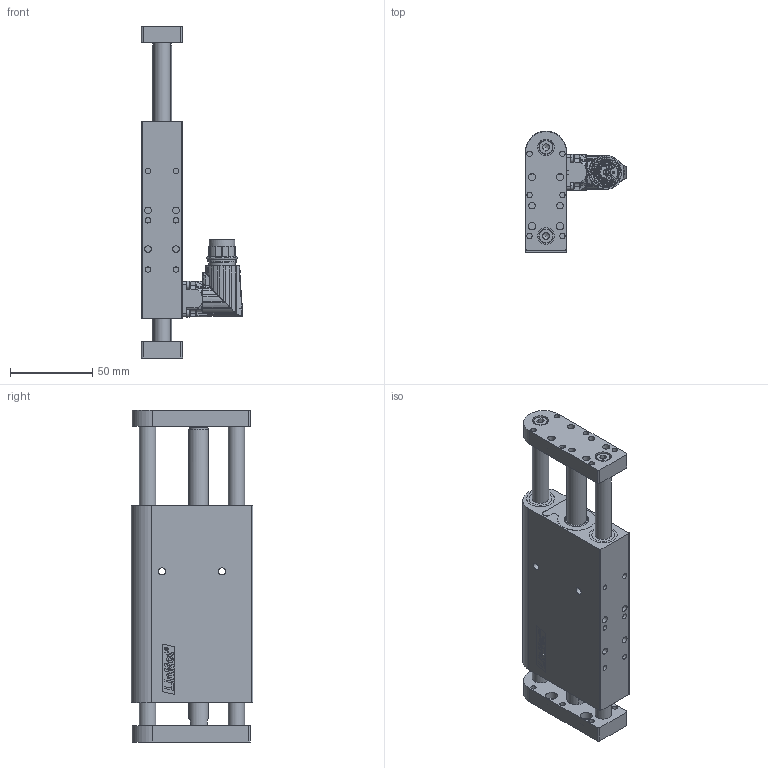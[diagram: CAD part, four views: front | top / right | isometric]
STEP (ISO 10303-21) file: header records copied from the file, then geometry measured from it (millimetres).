
FILE_DESCRIPTION (( 'STEP AP214' ), '1' );
FILE_NAME ('0186-1039_210804_DM01-23x80F-HP-R-60.STEP', '2021-10-12T12:28:36', ( '' ), ( '' ), 'SwSTEP 2.0', 'SolidWorks 2021', '' );
FILE_SCHEMA (( 'AUTOMOTIVE_DESIGN' ));
Length unit declared in the file: millimetre
Products named in the file (9): 0180-1841_DM01k-23-H; 0180-1484_DM01k-23; 0230-0680_Zyl.-Schr_I-6kt_n-K_M5x14_8.8_v-b; 0180-1530_DL01-10x...-2M5_DL01-10x186; PL01-12-HP_PL01-12x190!150-HP; 0230-0035_zyl.-schr._i-6kt_M5x14_8.8_v-b; DM01h-23Sx80-HP-R; 0186-1039_210804_DM01-23x80F-HP-R-60; Läufer_beweglich^0186-1039_DM01-23x80F-HP-R-60
Assembly tree (12 placements, depth 3):
  0186-1039_210804_DM01-23x80F-HP-R-60
    DM01h-23Sx80-HP-R
    Läufer_beweglich^0186-1039_DM01-23x80F-HP-R-60
      0180-1530_DL01-10x...-2M5_DL01-10x186  x2
      0180-1484_DM01k-23
      PL01-12-HP_PL01-12x190!150-HP
      0180-1841_DM01k-23-H
      0230-0035_zyl.-schr._i-6kt_M5x14_8.8_v-b  x4
      0230-0680_Zyl.-Schr_I-6kt_n-K_M5x14_8.8_v-b
Bounding box: 61.55 x 74 x 202 mm (x, y, z)
Volume: 258169.3 mm3; surface area: 115286.3 mm2
Topology: 39 solids, 39 shells, 2184 faces, 5287 edges, 3260 vertices
Faces by surface type: plane 751, cylinder 696, cone 347, bspline 335, torus 54, sphere 1
Full cylindrical faces by diameter (mm): 0.6 x5, 1 x4, 1.1 x5, 2 x4, 2.05 x4, 2.1 x4, 2.5 x2, 2.501 x48, 2.7 x4, 3 x10, 3.2 x3, 3.3 x31, 4 x20, 4.2 x6, 4.3 x2, 4.5 x8, 4.8 x1, 5 x81, 5.3 x5, 7.3 x8, 8.5 x5, 10 x21, 11.5 x1, 12 x4, 12.5 x2, 12.8 x2, 14 x16, 14.2 x1, 15 x5, 15.2 x1
Entity records: 87932 total; most frequent: CARTESIAN_POINT 38307, ORIENTED_EDGE 8228, DIRECTION 7675, EDGE_CURVE 4114, AXIS2_PLACEMENT_3D 3059, VERTEX_POINT 2831, EDGE_LOOP 2625, FACE_OUTER_BOUND 2187
